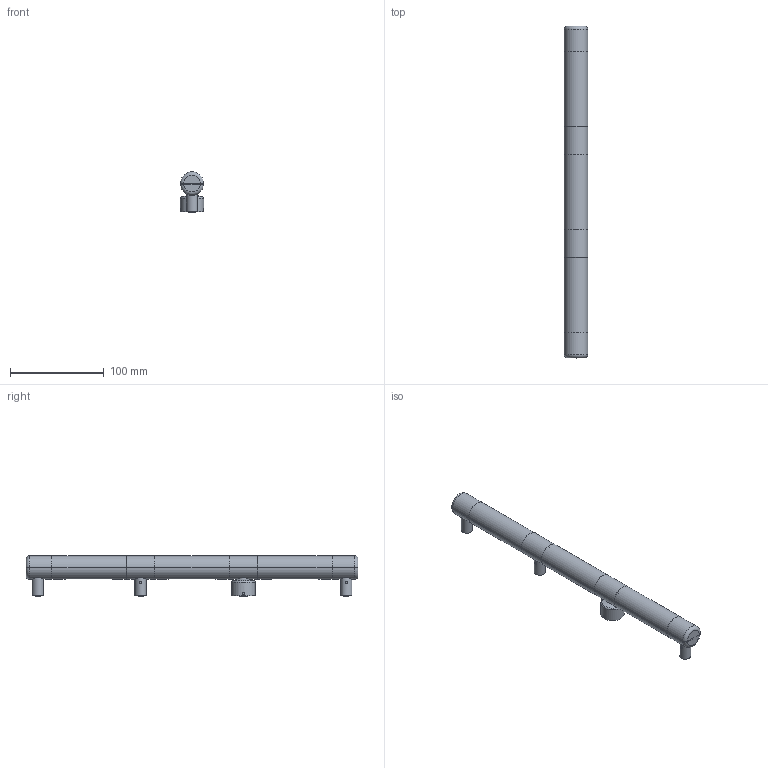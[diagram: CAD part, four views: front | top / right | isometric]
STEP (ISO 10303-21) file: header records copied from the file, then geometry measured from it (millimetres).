
FILE_DESCRIPTION(/* description */ (''),/* implementation_level */ '2;1');
FILE_NAME(/* name */ '1215I00_--A.O.L. L.M. LETTERA I.stp',/* time_stamp */ '2023-07-26T09:36:55+02:00',/* author */ (''),/* organization */ (''),/* preprocessor_version */ 'ST-DEVELOPER v19.3',/* originating_system */ 'SIEMENS PLM Software NX2212.5000',/* authorisation */ '');
FILE_SCHEMA (('AUTOMOTIVE_DESIGN { 1 0 10303 214 3 1 1 1 }'));
Length unit declared in the file: millimetre
Products named in the file (1): -_objects
Bounding box: 25 x 354.7 x 43 mm (x, y, z)
Volume: 83660.1 mm3; surface area: 76120.5 mm2
Topology: 22 solids, 22 shells, 1177 faces, 3095 edges, 2013 vertices
Faces by surface type: plane 488, cylinder 278, cone 191, bspline 118, torus 102
Full cylindrical faces by diameter (mm): 1.5 x12, 2.05 x5, 2.125 x6, 2.7 x6, 3.2 x3, 4 x1, 4.1 x3, 5.3 x3, 6.8 x3, 7.6 x3, 8.4 x1, 9 x3, 10 x1, 12 x5, 17.6 x1, 19.4 x1, 21.6 x2, 22 x1, 25 x1
Entity records: 41054 total; most frequent: CARTESIAN_POINT 12128, DIRECTION 6180, ORIENTED_EDGE 5850, EDGE_CURVE 2925, AXIS2_PLACEMENT_3D 2367, VERTEX_POINT 1959, LINE 1446, VECTOR 1446
